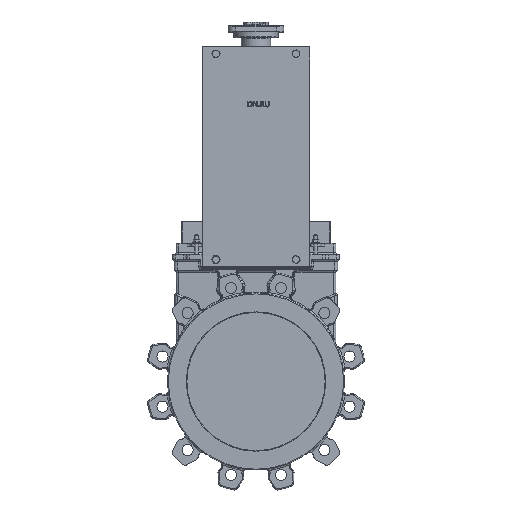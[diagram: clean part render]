
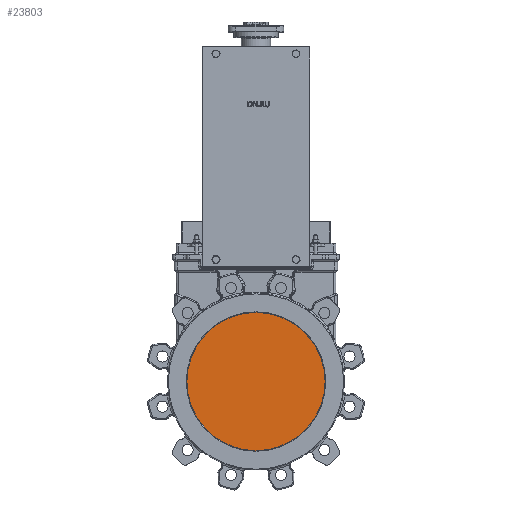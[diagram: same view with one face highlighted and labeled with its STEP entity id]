
A CAD part, top view. The second image highlights one B-rep face of the part: STEP entity #23803.
In plain terms, the highlighted planar face has unit normal (0, 0, 1).
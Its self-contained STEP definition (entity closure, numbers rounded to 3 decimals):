
#1267=PLANE('',#26930);
#2560=FACE_OUTER_BOUND('',#4014,.T.);
#4014=EDGE_LOOP('',(#19972));
#4969=CIRCLE('',#25368,125.);
#9538=VERTEX_POINT('',#38558);
#12050=EDGE_CURVE('',#9538,#9538,#4969,.T.);
#19972=ORIENTED_EDGE('',*,*,#12050,.F.);
#23803=ADVANCED_FACE('',(#2560),#1267,.T.);
#25368=AXIS2_PLACEMENT_3D('',#38560,#30405,#30406);
#26930=AXIS2_PLACEMENT_3D('',#45725,#34021,#34022);
#30405=DIRECTION('center_axis',(0.,0.,-1.));
#30406=DIRECTION('ref_axis',(-1.,0.,0.));
#34021=DIRECTION('center_axis',(0.,0.,1.));
#34022=DIRECTION('ref_axis',(1.,0.,0.));
#38558=CARTESIAN_POINT('',(125.,0.,3.5));
#38560=CARTESIAN_POINT('Origin',(0.,0.,3.5));
#45725=CARTESIAN_POINT('Origin',(0.,0.,3.5));
